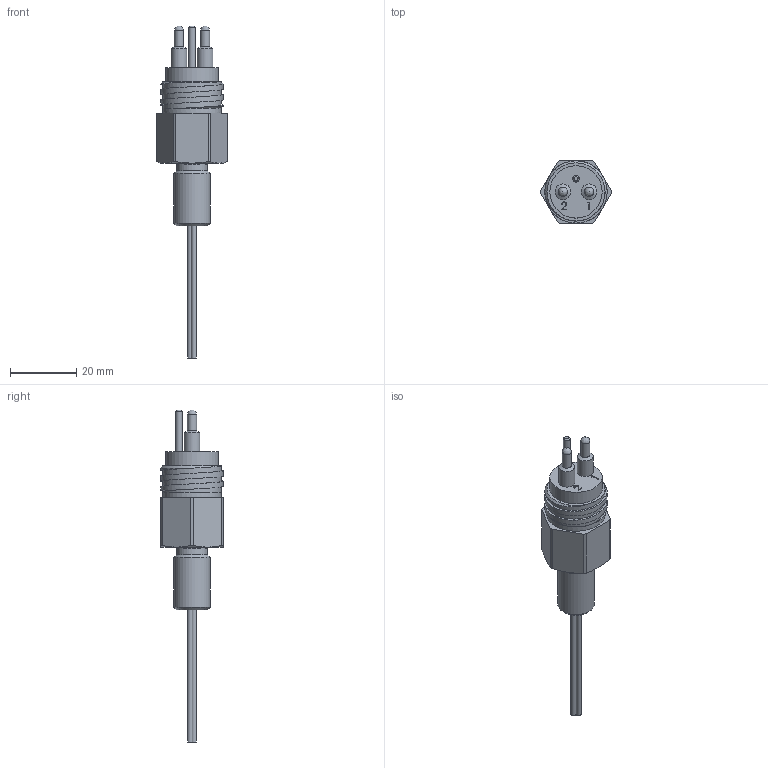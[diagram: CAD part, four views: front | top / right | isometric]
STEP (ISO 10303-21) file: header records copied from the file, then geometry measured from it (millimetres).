
FILE_DESCRIPTION(/* description */ (''),/* implementation_level */ '2;1');
FILE_NAME(/* name */ 'MCBH2MNM.stp',/* time_stamp */ '2018-06-22T08:44:55+02:00',/* author */ ('sh'),/* organization */ (''),/* preprocessor_version */ 'ST-DEVELOPER v16.5',/* originating_system */ 'Autodesk Inventor 2017',/* authorisation */ '');
FILE_SCHEMA (('AUTOMOTIVE_DESIGN { 1 0 10303 214 3 1 1 }'));
Length unit declared in the file: millimetre
Products named in the file (1): 01705520
Bounding box: 21.33 x 18.86 x 100.6 mm (x, y, z)
Volume: 9690.9 mm3; surface area: 4316.1 mm2
Topology: 1 solids, 2 shells, 94 faces, 210 edges, 136 vertices
Faces by surface type: plane 39, cylinder 22, cone 15, bspline 11, torus 7
Full cylindrical faces by diameter (mm): 1.524 x2, 1.981 x1, 2.779 x2, 4.801 x2, 5.537 x1, 7.264 x1, 9.398 x1, 11.12 x1, 12.662 x1, 15.875 x1, 17.107 x1, 17.666 x1
Entity records: 3574 total; most frequent: CARTESIAN_POINT 1612, DIRECTION 381, ORIENTED_EDGE 342, EDGE_CURVE 171, AXIS2_PLACEMENT_3D 159, EDGE_LOOP 139, VERTEX_POINT 126, FACE_OUTER_BOUND 94
